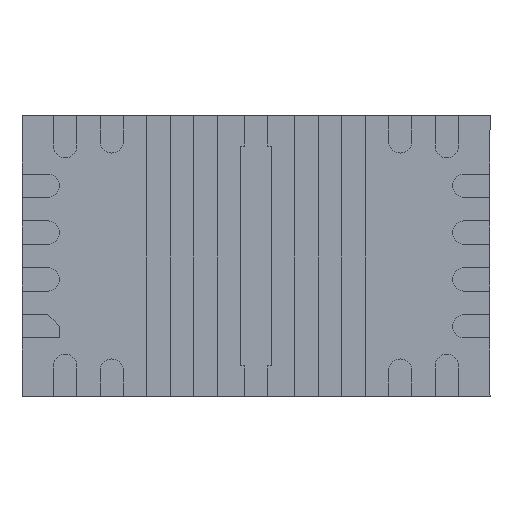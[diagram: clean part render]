
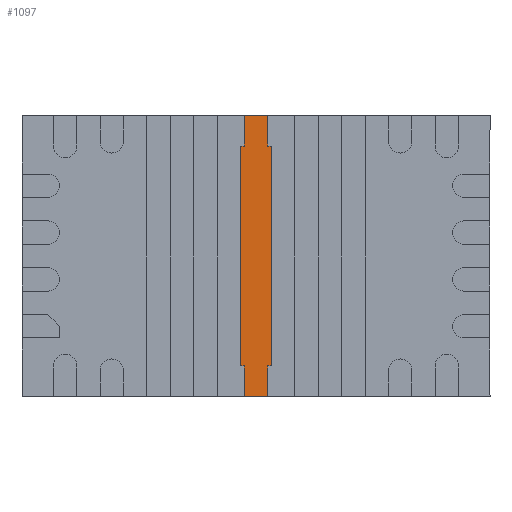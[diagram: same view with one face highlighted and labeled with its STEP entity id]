
A CAD part, front view. The second image highlights one B-rep face of the part: STEP entity #1097.
In plain terms, the highlighted planar face has unit normal (0, -1, 0).
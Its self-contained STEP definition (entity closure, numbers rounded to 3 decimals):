
#118 = DIRECTION ( 'NONE',  ( -1., 0., 0. ) ) ;
#168 = CARTESIAN_POINT ( 'NONE',  ( -0.125, 0., 1.175 ) ) ;
#231 = EDGE_CURVE ( 'NONE', #4112, #7151, #6266, .T. ) ;
#353 = EDGE_CURVE ( 'NONE', #1960, #4166, #3229, .T. ) ;
#406 = CARTESIAN_POINT ( 'NONE',  ( 0., 0., -1.175 ) ) ;
#418 = EDGE_CURVE ( 'NONE', #1960, #3217, #6453, .T. ) ;
#583 = LINE ( 'NONE', #2928, #2764 ) ;
#627 = DIRECTION ( 'NONE',  ( 1., 0., 0. ) ) ;
#783 = EDGE_CURVE ( 'NONE', #5232, #2788, #4134, .T. ) ;
#790 = LINE ( 'NONE', #5893, #3715 ) ;
#884 = FACE_OUTER_BOUND ( 'NONE', #1823, .T. ) ;
#939 = DIRECTION ( 'NONE',  ( -1., 0., 0. ) ) ;
#1002 = CARTESIAN_POINT ( 'NONE',  ( 0.165, 0., 1.175 ) ) ;
#1085 = EDGE_CURVE ( 'NONE', #3217, #4270, #5629, .T. ) ;
#1097 = ADVANCED_FACE ( 'NONE', ( #884 ), #2158, .F. ) ;
#1192 = DIRECTION ( 'NONE',  ( -1., 0., 0. ) ) ;
#1196 = ORIENTED_EDGE ( 'NONE', *, *, #783, .T. ) ;
#1210 = VERTEX_POINT ( 'NONE', #1775 ) ;
#1280 = CARTESIAN_POINT ( 'NONE',  ( -0.165, 0., 1.175 ) ) ;
#1291 = VECTOR ( 'NONE', #118, 1000. ) ;
#1429 = LINE ( 'NONE', #3764, #5697 ) ;
#1592 = CARTESIAN_POINT ( 'NONE',  ( -0.125, 0., 1.5 ) ) ;
#1775 = CARTESIAN_POINT ( 'NONE',  ( 0.125, 0., 1.5 ) ) ;
#1823 = EDGE_LOOP ( 'NONE', ( #7171, #6931, #4920, #6253, #2773, #6005, #1196, #4053, #2686, #6339, #2399, #2193 ) ) ;
#1960 = VERTEX_POINT ( 'NONE', #7015 ) ;
#1996 = CARTESIAN_POINT ( 'NONE',  ( 0.125, 0., -1.175 ) ) ;
#2031 = LINE ( 'NONE', #4374, #6497 ) ;
#2055 = DIRECTION ( 'NONE',  ( 0., 0., 1. ) ) ;
#2158 = PLANE ( 'NONE',  #3304 ) ;
#2186 = CARTESIAN_POINT ( 'NONE',  ( -0.125, 0., -1.5 ) ) ;
#2193 = ORIENTED_EDGE ( 'NONE', *, *, #353, .F. ) ;
#2333 = DIRECTION ( 'NONE',  ( 0., 0., -1. ) ) ;
#2381 = CARTESIAN_POINT ( 'NONE',  ( 0.125, 0., 0. ) ) ;
#2399 = ORIENTED_EDGE ( 'NONE', *, *, #2536, .F. ) ;
#2536 = EDGE_CURVE ( 'NONE', #4166, #2863, #6092, .T. ) ;
#2686 = ORIENTED_EDGE ( 'NONE', *, *, #231, .F. ) ;
#2750 = DIRECTION ( 'NONE',  ( 1., 0., 0. ) ) ;
#2764 = VECTOR ( 'NONE', #627, 1000. ) ;
#2773 = ORIENTED_EDGE ( 'NONE', *, *, #4634, .F. ) ;
#2788 = VERTEX_POINT ( 'NONE', #168 ) ;
#2863 = VERTEX_POINT ( 'NONE', #3160 ) ;
#2928 = CARTESIAN_POINT ( 'NONE',  ( 0., 0., 1.175 ) ) ;
#3005 = VECTOR ( 'NONE', #1192, 1000. ) ;
#3037 = DIRECTION ( 'NONE',  ( 0., 0., -1. ) ) ;
#3085 = VECTOR ( 'NONE', #3163, 1000. ) ;
#3160 = CARTESIAN_POINT ( 'NONE',  ( -0.125, 0., -1.175 ) ) ;
#3163 = DIRECTION ( 'NONE',  ( 0., 0., 1. ) ) ;
#3212 = DIRECTION ( 'NONE',  ( 0., 1., 0. ) ) ;
#3217 = VERTEX_POINT ( 'NONE', #1996 ) ;
#3229 = LINE ( 'NONE', #7290, #6691 ) ;
#3295 = VECTOR ( 'NONE', #4069, 1000. ) ;
#3304 = AXIS2_PLACEMENT_3D ( 'NONE', #6815, #3212, #2055 ) ;
#3715 = VECTOR ( 'NONE', #3037, 1000. ) ;
#3764 = CARTESIAN_POINT ( 'NONE',  ( 0.165, 0., 0. ) ) ;
#3808 = EDGE_CURVE ( 'NONE', #1210, #5232, #2031, .T. ) ;
#3974 = VERTEX_POINT ( 'NONE', #1002 ) ;
#4053 = ORIENTED_EDGE ( 'NONE', *, *, #6304, .T. ) ;
#4069 = DIRECTION ( 'NONE',  ( 0., 0., 1. ) ) ;
#4093 = VERTEX_POINT ( 'NONE', #5952 ) ;
#4112 = VERTEX_POINT ( 'NONE', #6408 ) ;
#4134 = LINE ( 'NONE', #7432, #6457 ) ;
#4166 = VERTEX_POINT ( 'NONE', #2186 ) ;
#4270 = VERTEX_POINT ( 'NONE', #6425 ) ;
#4374 = CARTESIAN_POINT ( 'NONE',  ( 0., 0., 1.5 ) ) ;
#4454 = CARTESIAN_POINT ( 'NONE',  ( -0.165, 0., 0. ) ) ;
#4634 = EDGE_CURVE ( 'NONE', #1210, #4093, #790, .T. ) ;
#4920 = ORIENTED_EDGE ( 'NONE', *, *, #6031, .T. ) ;
#5046 = DIRECTION ( 'NONE',  ( 0., 0., 1. ) ) ;
#5228 = LINE ( 'NONE', #6411, #3005 ) ;
#5232 = VERTEX_POINT ( 'NONE', #1592 ) ;
#5629 = LINE ( 'NONE', #406, #7428 ) ;
#5697 = VECTOR ( 'NONE', #7110, 1000. ) ;
#5893 = CARTESIAN_POINT ( 'NONE',  ( 0.125, 0., 0. ) ) ;
#5897 = LINE ( 'NONE', #6458, #1291 ) ;
#5952 = CARTESIAN_POINT ( 'NONE',  ( 0.125, 0., 1.175 ) ) ;
#6005 = ORIENTED_EDGE ( 'NONE', *, *, #3808, .T. ) ;
#6031 = EDGE_CURVE ( 'NONE', #4270, #3974, #1429, .T. ) ;
#6092 = LINE ( 'NONE', #7266, #3085 ) ;
#6253 = ORIENTED_EDGE ( 'NONE', *, *, #7113, .F. ) ;
#6266 = LINE ( 'NONE', #4454, #7175 ) ;
#6304 = EDGE_CURVE ( 'NONE', #2788, #7151, #5228, .T. ) ;
#6339 = ORIENTED_EDGE ( 'NONE', *, *, #7212, .F. ) ;
#6408 = CARTESIAN_POINT ( 'NONE',  ( -0.165, 0., -1.175 ) ) ;
#6411 = CARTESIAN_POINT ( 'NONE',  ( 0., 0., 1.175 ) ) ;
#6425 = CARTESIAN_POINT ( 'NONE',  ( 0.165, 0., -1.175 ) ) ;
#6453 = LINE ( 'NONE', #2381, #3295 ) ;
#6457 = VECTOR ( 'NONE', #2333, 1000. ) ;
#6458 = CARTESIAN_POINT ( 'NONE',  ( 0., 0., -1.175 ) ) ;
#6497 = VECTOR ( 'NONE', #6677, 1000. ) ;
#6677 = DIRECTION ( 'NONE',  ( -1., 0., 0. ) ) ;
#6691 = VECTOR ( 'NONE', #939, 1000. ) ;
#6815 = CARTESIAN_POINT ( 'NONE',  ( 0., 0., 0. ) ) ;
#6931 = ORIENTED_EDGE ( 'NONE', *, *, #1085, .T. ) ;
#7015 = CARTESIAN_POINT ( 'NONE',  ( 0.125, 0., -1.5 ) ) ;
#7110 = DIRECTION ( 'NONE',  ( 0., 0., 1. ) ) ;
#7113 = EDGE_CURVE ( 'NONE', #4093, #3974, #583, .T. ) ;
#7151 = VERTEX_POINT ( 'NONE', #1280 ) ;
#7171 = ORIENTED_EDGE ( 'NONE', *, *, #418, .T. ) ;
#7175 = VECTOR ( 'NONE', #5046, 1000. ) ;
#7212 = EDGE_CURVE ( 'NONE', #2863, #4112, #5897, .T. ) ;
#7266 = CARTESIAN_POINT ( 'NONE',  ( -0.125, 0., 0. ) ) ;
#7290 = CARTESIAN_POINT ( 'NONE',  ( 0., 0., -1.5 ) ) ;
#7428 = VECTOR ( 'NONE', #2750, 1000. ) ;
#7432 = CARTESIAN_POINT ( 'NONE',  ( -0.125, 0., 0. ) ) ;
